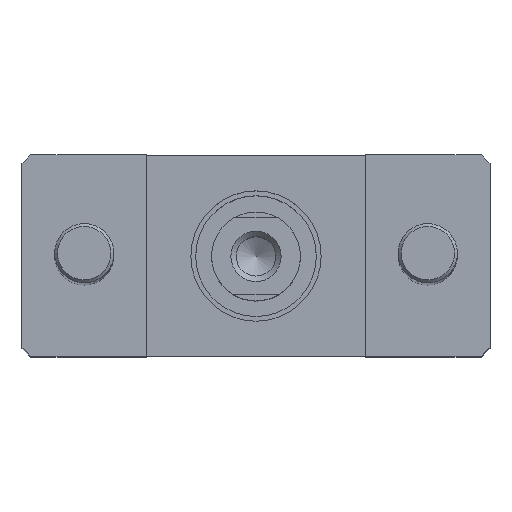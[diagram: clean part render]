
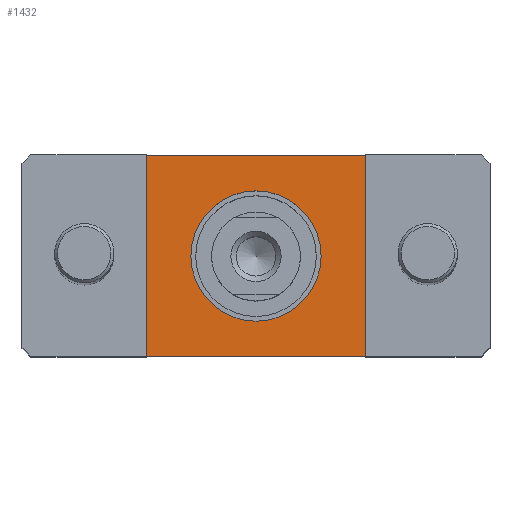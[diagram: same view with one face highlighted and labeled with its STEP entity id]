
A CAD part, top view. The second image highlights one B-rep face of the part: STEP entity #1432.
In plain terms, the highlighted planar face has unit normal (0, 0, 1).
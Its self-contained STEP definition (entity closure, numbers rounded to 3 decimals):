
#112=CARTESIAN_POINT('',(11.0,0.,50.));
#113=VERTEX_POINT('',#112);
#114=CARTESIAN_POINT('',(0.,0.,50.));
#115=DIRECTION('',(0.0,0.0,-1.0));
#116=DIRECTION('',(1.0,0.0,0.0));
#117=AXIS2_PLACEMENT_3D('',#114,#115,#116);
#118=CIRCLE('',#117,11.0);
#119=EDGE_CURVE('',#113,#113,#118,.T.);
#1303=CARTESIAN_POINT('',(18.5,-17.0,50.));
#1304=VERTEX_POINT('',#1303);
#1311=CARTESIAN_POINT('',(-18.5,-17.0,50.));
#1312=VERTEX_POINT('',#1311);
#1313=CARTESIAN_POINT('',(18.5,-17.0,50.));
#1314=DIRECTION('',(-1.0,0.0,0.0));
#1315=VECTOR('',#1314,37.);
#1316=LINE('',#1313,#1315);
#1317=EDGE_CURVE('',#1304,#1312,#1316,.T.);
#1356=CARTESIAN_POINT('',(18.5,17.,50.));
#1357=VERTEX_POINT('',#1356);
#1358=CARTESIAN_POINT('',(18.5,-17.,50.0));
#1359=DIRECTION('',(0.0,1.0,0.0));
#1360=VECTOR('',#1359,34.);
#1361=LINE('',#1358,#1360);
#1362=EDGE_CURVE('',#1304,#1357,#1361,.T.);
#1387=CARTESIAN_POINT('',(-18.5,17.,50.));
#1388=VERTEX_POINT('',#1387);
#1389=CARTESIAN_POINT('',(-18.5,17.,50.0));
#1390=DIRECTION('',(0.0,-1.0,0.0));
#1391=VECTOR('',#1390,34.);
#1392=LINE('',#1389,#1391);
#1393=EDGE_CURVE('',#1388,#1312,#1392,.T.);
#1413=CARTESIAN_POINT('',(0.,0.0,50.));
#1414=DIRECTION('',(0.0,0.0,1.0));
#1415=DIRECTION('',(1.0,0.0,0.0));
#1416=AXIS2_PLACEMENT_3D('',#1413,#1414,#1415);
#1417=PLANE('',#1416);
#1418=ORIENTED_EDGE('',*,*,#1317,.F.);
#1419=ORIENTED_EDGE('',*,*,#1362,.T.);
#1420=CARTESIAN_POINT('',(-18.5,17.,50.));
#1421=DIRECTION('',(1.0,0.0,0.0));
#1422=VECTOR('',#1421,37.0);
#1423=LINE('',#1420,#1422);
#1424=EDGE_CURVE('',#1388,#1357,#1423,.T.);
#1425=ORIENTED_EDGE('',*,*,#1424,.F.);
#1426=ORIENTED_EDGE('',*,*,#1393,.T.);
#1427=EDGE_LOOP('',(#1418,#1419,#1425,#1426));
#1428=FACE_OUTER_BOUND('',#1427,.T.);
#1429=ORIENTED_EDGE('',*,*,#119,.T.);
#1430=EDGE_LOOP('',(#1429));
#1431=FACE_BOUND('',#1430,.T.);
#1432=ADVANCED_FACE('',(#1428,#1431),#1417,.T.);
